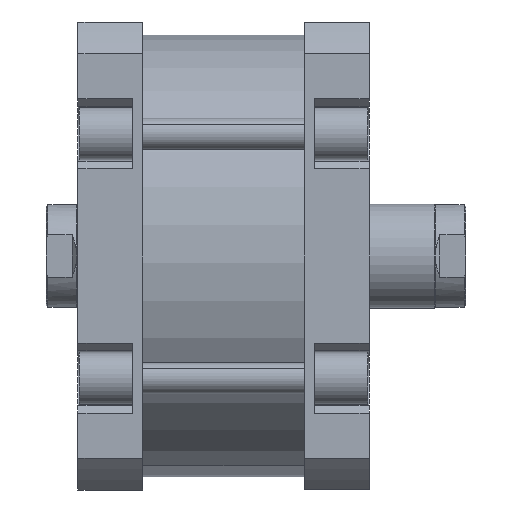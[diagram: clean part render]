
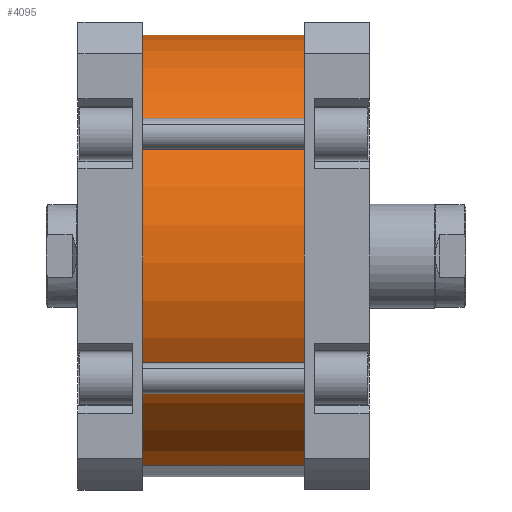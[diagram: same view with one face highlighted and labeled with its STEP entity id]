
A CAD part, front view. The second image highlights one B-rep face of the part: STEP entity #4095.
In plain terms, the highlighted cylindrical face has radius 85 mm (diameter 170 mm), a partial arc.
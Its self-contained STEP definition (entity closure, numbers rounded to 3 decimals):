
#11 = AXIS2_PLACEMENT_3D ( 'NONE', #4580, #4581, #4755 ) ;
#224 = AXIS2_PLACEMENT_3D ( 'NONE', #881, #888, #889 ) ;
#231 = AXIS2_PLACEMENT_3D ( 'NONE', #869, #870, #871 ) ;
#779 = CARTESIAN_POINT ( 'NONE',  ( 85., 0., 62. ) ) ;
#785 = CARTESIAN_POINT ( 'NONE',  ( -85., 0., 62. ) ) ;
#805 = CARTESIAN_POINT ( 'NONE',  ( -85., 0., 0. ) ) ;
#820 = CARTESIAN_POINT ( 'NONE',  ( 85., 0., 0. ) ) ;
#866 = CARTESIAN_POINT ( 'NONE',  ( -85., 0., 62. ) ) ;
#869 = CARTESIAN_POINT ( 'NONE',  ( 0., 0., 0. ) ) ;
#870 = DIRECTION ( 'NONE',  ( 0., 0., 1. ) ) ;
#871 = DIRECTION ( 'NONE',  ( 1., 0., 0. ) ) ;
#872 = DIRECTION ( 'NONE',  ( 0., 0., -1. ) ) ;
#873 = CARTESIAN_POINT ( 'NONE',  ( 85., 0., 62. ) ) ;
#874 = DIRECTION ( 'NONE',  ( 0., 0., -1. ) ) ;
#881 = CARTESIAN_POINT ( 'NONE',  ( 0., 0., 62. ) ) ;
#888 = DIRECTION ( 'NONE',  ( 0., 0., 1. ) ) ;
#889 = DIRECTION ( 'NONE',  ( 1., 0., 0. ) ) ;
#1672 = CIRCLE ( 'NONE', #224, 85. ) ;
#3314 = ORIENTED_EDGE ( 'NONE', *, *, #5580, .T. ) ;
#3315 = ORIENTED_EDGE ( 'NONE', *, *, #5581, .T. ) ;
#3318 = ORIENTED_EDGE ( 'NONE', *, *, #5587, .F. ) ;
#3319 = ORIENTED_EDGE ( 'NONE', *, *, #5582, .F. ) ;
#3620 = FACE_OUTER_BOUND ( 'NONE', #5344, .T. ) ;
#3623 = CYLINDRICAL_SURFACE ( 'NONE', #11, 85. ) ;
#4016 = VECTOR ( 'NONE', #872, 1000. ) ;
#4038 = LINE ( 'NONE', #866, #4016 ) ;
#4039 = CIRCLE ( 'NONE', #231, 85. ) ;
#4040 = LINE ( 'NONE', #873, #4041 ) ;
#4041 = VECTOR ( 'NONE', #874, 1000. ) ;
#4095 = ADVANCED_FACE ( 'NONE', ( #3620 ), #3623, .T. ) ;
#4580 = CARTESIAN_POINT ( 'NONE',  ( 0., 0., 62. ) ) ;
#4581 = DIRECTION ( 'NONE',  ( 0., 0., -1. ) ) ;
#4755 = DIRECTION ( 'NONE',  ( -1., 0., 0. ) ) ;
#5344 = EDGE_LOOP ( 'NONE', ( #3319, #3318, #3315, #3314 ) ) ;
#5504 = VERTEX_POINT ( 'NONE', #779 ) ;
#5510 = VERTEX_POINT ( 'NONE', #785 ) ;
#5530 = VERTEX_POINT ( 'NONE', #805 ) ;
#5545 = VERTEX_POINT ( 'NONE', #820 ) ;
#5580 = EDGE_CURVE ( 'NONE', #5530, #5545, #4039, .T. ) ;
#5581 = EDGE_CURVE ( 'NONE', #5510, #5530, #4038, .T. ) ;
#5582 = EDGE_CURVE ( 'NONE', #5504, #5545, #4040, .T. ) ;
#5587 = EDGE_CURVE ( 'NONE', #5510, #5504, #1672, .T. ) ;
